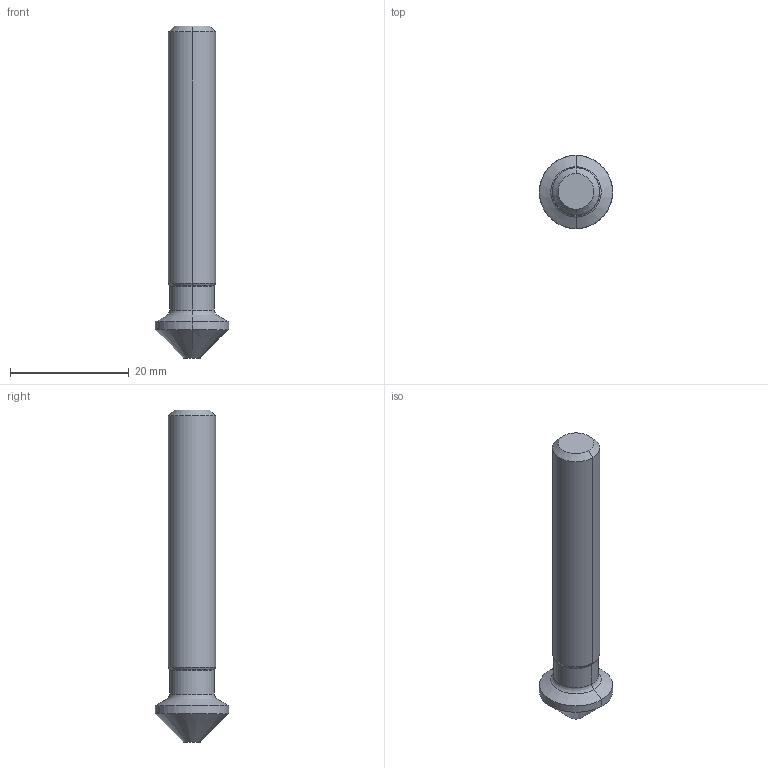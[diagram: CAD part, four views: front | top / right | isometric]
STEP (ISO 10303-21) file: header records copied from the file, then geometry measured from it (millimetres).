
FILE_DESCRIPTION((''),'2;1');
FILE_NAME('607066872-000-00-E43','2020-01-20T11:34:11',('winkhartd'),(''),'CREO PARAMETRIC BY PTC INC, 2019030','CREO PARAMETRIC BY PTC INC, 2019030','');
FILE_SCHEMA(('AP242_MANAGED_MODEL_BASED_3D_ENGINEERING_MIM_LF { 1 0 10303 442 1 1 4 }'));
Length unit declared in the file: millimetre
Products named in the file (1): 607066872-000-00-E43
Bounding box: 12.4 x 12.4 x 56 mm (x, y, z)
Volume: 2912.3 mm3; surface area: 1550.8 mm2
Topology: 1 solids, 1 shells, 20 faces, 69 edges, 55 vertices
Faces by surface type: cone 10, cylinder 4, torus 4, plane 2
Entity records: 1180 total; most frequent: DIRECTION 147, CARTESIAN_POINT 116, PRESENTATION_STYLE_ASSIGNMENT 78, ORIENTED_EDGE 76, STYLED_ITEM 73, CURVE_STYLE 72, AXIS2_PLACEMENT_3D 54, VECTOR 39
